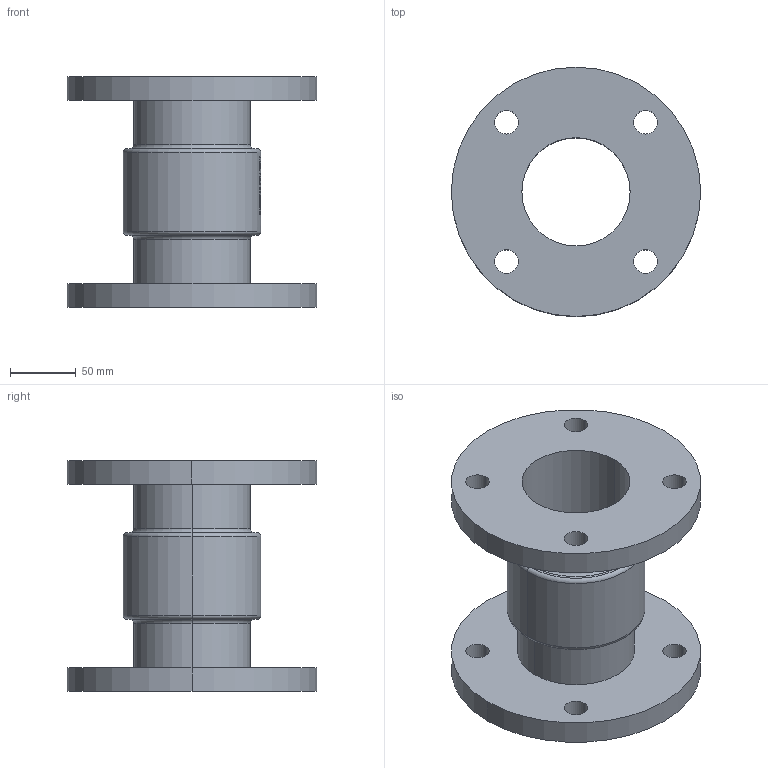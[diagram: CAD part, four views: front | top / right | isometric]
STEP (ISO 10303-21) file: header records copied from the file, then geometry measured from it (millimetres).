
FILE_DESCRIPTION (( 'STEP AP214' ), '1' );
FILE_NAME ('7120000_DN080_PN06_51420210.STEP', '2022-02-17T07:31:08', ( 'axxx' ), ( 'Hewlett-Packard Company' ), 'SwSTEP 2.0', 'SolidWorks 2019', '' );
FILE_SCHEMA (( 'AUTOMOTIVE_DESIGN' ));
Length unit declared in the file: millimetre
Products named in the file (1): 7120000_DN080_PN06_51420210
Bounding box: 190 x 190 x 176 mm (x, y, z)
Volume: 1074425.2 mm3; surface area: 209840.9 mm2
Topology: 1 solids, 1 shells, 525 faces, 1354 edges, 900 vertices
Faces by surface type: bspline 235, plane 231, cylinder 51, torus 8
Entity records: 29731 total; most frequent: CARTESIAN_POINT 18458, ORIENTED_EDGE 2708, DIRECTION 1554, EDGE_CURVE 1354, VERTEX_POINT 900, LINE 712, VECTOR 712, EDGE_LOOP 612
